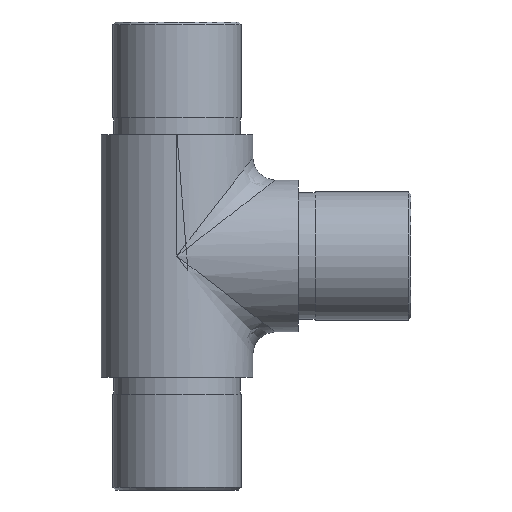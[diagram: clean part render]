
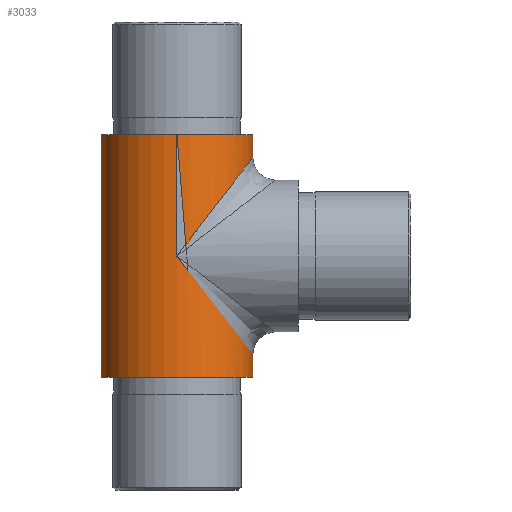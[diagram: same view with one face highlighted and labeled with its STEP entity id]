
A CAD part, left-side view. The second image highlights one B-rep face of the part: STEP entity #3033.
In plain terms, the highlighted cylindrical face has radius 13.45 mm (diameter 26.9 mm), a full revolution.
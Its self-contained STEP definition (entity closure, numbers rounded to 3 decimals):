
#116 = DIRECTION ( 'NONE',  ( -1., 0., 0. ) ) ;
#385 = CIRCLE ( 'NONE', #5546, 13.45 ) ;
#435 = FACE_OUTER_BOUND ( 'NONE', #1053, .T. ) ;
#1053 = EDGE_LOOP ( 'NONE', ( #5452 ) ) ;
#1435 =( BOUNDED_CURVE ( )  B_SPLINE_CURVE ( 3, ( #4201, #2064, #4259, #5368 ),
 .UNSPECIFIED., .F., .T. ) 
 B_SPLINE_CURVE_WITH_KNOTS ( ( 4, 4 ),
 ( 4.712, 7.854 ),
 .UNSPECIFIED. ) 
 CURVE ( )  GEOMETRIC_REPRESENTATION_ITEM ( )  RATIONAL_B_SPLINE_CURVE ( ( 1., 0.333, 0.333, 1. ) ) 
 REPRESENTATION_ITEM ( '' )  );
#1965 = VERTEX_POINT ( 'NONE', #8714 ) ;
#2064 = CARTESIAN_POINT ( 'NONE',  ( 13.45, 14.6, -34.9 ) ) ;
#2877 = CARTESIAN_POINT ( 'NONE',  ( 13.45, 41.5, 21.5 ) ) ;
#3033 = ADVANCED_FACE ( 'NONE', ( #435, #11027, #11521 ), #8642, .T. ) ;
#3170 = EDGE_LOOP ( 'NONE', ( #10130, #6821 ) ) ;
#3176 = DIRECTION ( 'NONE',  ( 0., 0., -1. ) ) ;
#3206 = CARTESIAN_POINT ( 'NONE',  ( 13.45, 14.6, 34.9 ) ) ;
#3250 = AXIS2_PLACEMENT_3D ( 'NONE', #6532, #3176, #116 ) ;
#4065 = AXIS2_PLACEMENT_3D ( 'NONE', #13693, #13741, #8247 ) ;
#4201 = CARTESIAN_POINT ( 'NONE',  ( 13.45, 41.5, 0. ) ) ;
#4259 = CARTESIAN_POINT ( 'NONE',  ( -13.45, 14.6, -34.9 ) ) ;
#4319 = VERTEX_POINT ( 'NONE', #4370 ) ;
#4370 = CARTESIAN_POINT ( 'NONE',  ( -13.45, 41.5, 0. ) ) ;
#4557 = EDGE_CURVE ( 'NONE', #5890, #5890, #13909, .T. ) ;
#5368 = CARTESIAN_POINT ( 'NONE',  ( -13.45, 41.5, 0. ) ) ;
#5452 = ORIENTED_EDGE ( 'NONE', *, *, #7168, .T. ) ;
#5546 = AXIS2_PLACEMENT_3D ( 'NONE', #11067, #6469, #7497 ) ;
#5890 = VERTEX_POINT ( 'NONE', #2877 ) ;
#6469 = DIRECTION ( 'NONE',  ( 0., 0., 1. ) ) ;
#6532 = CARTESIAN_POINT ( 'NONE',  ( 0., 41.5, 21.5 ) ) ;
#6821 = ORIENTED_EDGE ( 'NONE', *, *, #8442, .T. ) ;
#7151 = ORIENTED_EDGE ( 'NONE', *, *, #4557, .F. ) ;
#7168 = EDGE_CURVE ( 'NONE', #10827, #10827, #385, .T. ) ;
#7497 = DIRECTION ( 'NONE',  ( 1., 0., 0. ) ) ;
#8247 = DIRECTION ( 'NONE',  ( 1., 0., 0. ) ) ;
#8442 = EDGE_CURVE ( 'NONE', #1965, #4319, #1435, .T. ) ;
#8642 = CYLINDRICAL_SURFACE ( 'NONE', #3250, 13.45 ) ;
#8714 = CARTESIAN_POINT ( 'NONE',  ( 13.45, 41.5, 0. ) ) ;
#8731 = EDGE_LOOP ( 'NONE', ( #7151 ) ) ;
#9749 =( BOUNDED_CURVE ( )  B_SPLINE_CURVE ( 3, ( #12771, #10609, #3206, #13020 ),
 .UNSPECIFIED., .F., .F. ) 
 B_SPLINE_CURVE_WITH_KNOTS ( ( 4, 4 ),
 ( 1.571, 4.712 ),
 .UNSPECIFIED. ) 
 CURVE ( )  GEOMETRIC_REPRESENTATION_ITEM ( )  RATIONAL_B_SPLINE_CURVE ( ( 1., 0.333, 0.333, 1. ) ) 
 REPRESENTATION_ITEM ( '' )  );
#10130 = ORIENTED_EDGE ( 'NONE', *, *, #10765, .T. ) ;
#10481 = CARTESIAN_POINT ( 'NONE',  ( 13.45, 41.5, -21.5 ) ) ;
#10609 = CARTESIAN_POINT ( 'NONE',  ( -13.45, 14.6, 34.9 ) ) ;
#10765 = EDGE_CURVE ( 'NONE', #4319, #1965, #9749, .T. ) ;
#10827 = VERTEX_POINT ( 'NONE', #10481 ) ;
#11027 = FACE_OUTER_BOUND ( 'NONE', #8731, .T. ) ;
#11067 = CARTESIAN_POINT ( 'NONE',  ( 0., 41.5, -21.5 ) ) ;
#11521 = FACE_BOUND ( 'NONE', #3170, .T. ) ;
#12771 = CARTESIAN_POINT ( 'NONE',  ( -13.45, 41.5, 0. ) ) ;
#13020 = CARTESIAN_POINT ( 'NONE',  ( 13.45, 41.5, 0. ) ) ;
#13693 = CARTESIAN_POINT ( 'NONE',  ( 0., 41.5, 21.5 ) ) ;
#13741 = DIRECTION ( 'NONE',  ( 0., 0., 1. ) ) ;
#13909 = CIRCLE ( 'NONE', #4065, 13.45 ) ;
